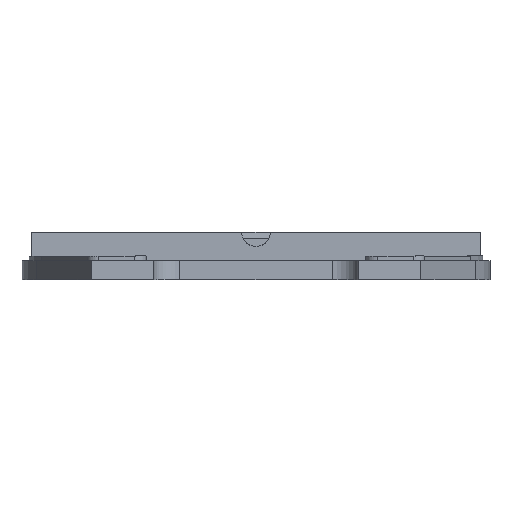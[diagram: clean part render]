
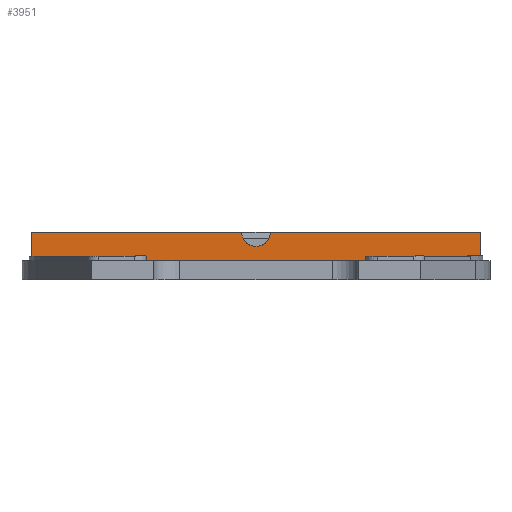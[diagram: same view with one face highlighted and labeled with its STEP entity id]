
A CAD part, front view. The second image highlights one B-rep face of the part: STEP entity #3951.
In plain terms, the highlighted planar face has unit normal (0, -1, 0).
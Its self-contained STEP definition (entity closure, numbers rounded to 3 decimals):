
#128 = PLANE('',#129);
#129 = AXIS2_PLACEMENT_3D('',#130,#131,#132);
#130 = CARTESIAN_POINT('',(0.,-9.518,5.));
#131 = DIRECTION('',(0.,0.,1.));
#132 = DIRECTION('',(1.,0.,0.));
#1345 = VERTEX_POINT('',#1346);
#1346 = CARTESIAN_POINT('',(94.,-18.5,5.));
#1360 = PLANE('',#1361);
#1361 = AXIS2_PLACEMENT_3D('',#1362,#1363,#1364);
#1362 = CARTESIAN_POINT('',(94.,10.,4.576));
#1363 = DIRECTION('',(-1.,0.,0.));
#1364 = DIRECTION('',(0.,0.,-1.));
#1372 = EDGE_CURVE('',#1345,#1373,#1375,.T.);
#1373 = VERTEX_POINT('',#1374);
#1374 = CARTESIAN_POINT('',(-94.,-18.5,5.));
#1375 = SURFACE_CURVE('',#1376,(#1380,#1387),.PCURVE_S1.);
#1376 = LINE('',#1377,#1378);
#1377 = CARTESIAN_POINT('',(94.,-18.5,5.));
#1378 = VECTOR('',#1379,1.);
#1379 = DIRECTION('',(-1.,0.,0.));
#1380 = PCURVE('',#128,#1381);
#1381 = DEFINITIONAL_REPRESENTATION('',(#1382),#1386);
#1382 = LINE('',#1383,#1384);
#1383 = CARTESIAN_POINT('',(94.,-8.982));
#1384 = VECTOR('',#1385,1.);
#1385 = DIRECTION('',(-1.,0.));
#1386 = ( GEOMETRIC_REPRESENTATION_CONTEXT(2) 
PARAMETRIC_REPRESENTATION_CONTEXT() REPRESENTATION_CONTEXT('2D SPACE',''
  ) );
#1387 = PCURVE('',#1388,#1393);
#1388 = PLANE('',#1389);
#1389 = AXIS2_PLACEMENT_3D('',#1390,#1391,#1392);
#1390 = CARTESIAN_POINT('',(-94.,-18.5,-3.));
#1391 = DIRECTION('',(0.,-1.,0.));
#1392 = DIRECTION('',(0.,0.,1.));
#1393 = DEFINITIONAL_REPRESENTATION('',(#1394),#1398);
#1394 = LINE('',#1395,#1396);
#1395 = CARTESIAN_POINT('',(8.,-188.));
#1396 = VECTOR('',#1397,1.);
#1397 = DIRECTION('',(0.,1.));
#1398 = ( GEOMETRIC_REPRESENTATION_CONTEXT(2) 
PARAMETRIC_REPRESENTATION_CONTEXT() REPRESENTATION_CONTEXT('2D SPACE',''
  ) );
#1416 = PLANE('',#1417);
#1417 = AXIS2_PLACEMENT_3D('',#1418,#1419,#1420);
#1418 = CARTESIAN_POINT('',(-94.,10.,4.576));
#1419 = DIRECTION('',(-1.,0.,0.));
#1420 = DIRECTION('',(0.,0.,-1.));
#1991 = PLANE('',#1992);
#1992 = AXIS2_PLACEMENT_3D('',#1993,#1994,#1995);
#1993 = CARTESIAN_POINT('',(-94.,-18.5,17.));
#1994 = DIRECTION('',(0.,0.,1.));
#1995 = DIRECTION('',(0.,1.,0.));
#2037 = CYLINDRICAL_SURFACE('',#2038,6.);
#2038 = AXIS2_PLACEMENT_3D('',#2039,#2040,#2041);
#2039 = CARTESIAN_POINT('',(0.,-18.5,17.));
#2040 = DIRECTION('',(0.,-1.,0.));
#2041 = DIRECTION('',(0.,0.,-1.));
#2152 = PLANE('',#2153);
#2153 = AXIS2_PLACEMENT_3D('',#2154,#2155,#2156);
#2154 = CARTESIAN_POINT('',(-94.,-18.5,17.));
#2155 = DIRECTION('',(0.,0.,1.));
#2156 = DIRECTION('',(0.,1.,0.));
#3859 = EDGE_CURVE('',#1373,#3860,#3862,.T.);
#3860 = VERTEX_POINT('',#3861);
#3861 = CARTESIAN_POINT('',(-94.,-18.5,17.));
#3862 = SURFACE_CURVE('',#3863,(#3867,#3874),.PCURVE_S1.);
#3863 = LINE('',#3864,#3865);
#3864 = CARTESIAN_POINT('',(-94.,-18.5,-3.));
#3865 = VECTOR('',#3866,1.);
#3866 = DIRECTION('',(0.,0.,1.));
#3867 = PCURVE('',#1416,#3868);
#3868 = DEFINITIONAL_REPRESENTATION('',(#3869),#3873);
#3869 = LINE('',#3870,#3871);
#3870 = CARTESIAN_POINT('',(7.576,28.5));
#3871 = VECTOR('',#3872,1.);
#3872 = DIRECTION('',(-1.,0.));
#3873 = ( GEOMETRIC_REPRESENTATION_CONTEXT(2) 
PARAMETRIC_REPRESENTATION_CONTEXT() REPRESENTATION_CONTEXT('2D SPACE',''
  ) );
#3874 = PCURVE('',#1388,#3875);
#3875 = DEFINITIONAL_REPRESENTATION('',(#3876),#3880);
#3876 = LINE('',#3877,#3878);
#3877 = CARTESIAN_POINT('',(0.,0.));
#3878 = VECTOR('',#3879,1.);
#3879 = DIRECTION('',(1.,0.));
#3880 = ( GEOMETRIC_REPRESENTATION_CONTEXT(2) 
PARAMETRIC_REPRESENTATION_CONTEXT() REPRESENTATION_CONTEXT('2D SPACE',''
  ) );
#3908 = EDGE_CURVE('',#1345,#3909,#3911,.T.);
#3909 = VERTEX_POINT('',#3910);
#3910 = CARTESIAN_POINT('',(94.,-18.5,17.));
#3911 = SURFACE_CURVE('',#3912,(#3916,#3923),.PCURVE_S1.);
#3912 = LINE('',#3913,#3914);
#3913 = CARTESIAN_POINT('',(94.,-18.5,-3.));
#3914 = VECTOR('',#3915,1.);
#3915 = DIRECTION('',(0.,0.,1.));
#3916 = PCURVE('',#1360,#3917);
#3917 = DEFINITIONAL_REPRESENTATION('',(#3918),#3922);
#3918 = LINE('',#3919,#3920);
#3919 = CARTESIAN_POINT('',(7.576,28.5));
#3920 = VECTOR('',#3921,1.);
#3921 = DIRECTION('',(-1.,0.));
#3922 = ( GEOMETRIC_REPRESENTATION_CONTEXT(2) 
PARAMETRIC_REPRESENTATION_CONTEXT() REPRESENTATION_CONTEXT('2D SPACE',''
  ) );
#3923 = PCURVE('',#1388,#3924);
#3924 = DEFINITIONAL_REPRESENTATION('',(#3925),#3929);
#3925 = LINE('',#3926,#3927);
#3926 = CARTESIAN_POINT('',(0.,-188.));
#3927 = VECTOR('',#3928,1.);
#3928 = DIRECTION('',(1.,0.));
#3929 = ( GEOMETRIC_REPRESENTATION_CONTEXT(2) 
PARAMETRIC_REPRESENTATION_CONTEXT() REPRESENTATION_CONTEXT('2D SPACE',''
  ) );
#3951 = ADVANCED_FACE('',(#3952),#1388,.T.);
#3952 = FACE_BOUND('',#3953,.T.);
#3953 = EDGE_LOOP('',(#3954,#3955,#3956,#3957,#3980,#4004));
#3954 = ORIENTED_EDGE('',*,*,#3859,.F.);
#3955 = ORIENTED_EDGE('',*,*,#1372,.F.);
#3956 = ORIENTED_EDGE('',*,*,#3908,.T.);
#3957 = ORIENTED_EDGE('',*,*,#3958,.F.);
#3958 = EDGE_CURVE('',#3959,#3909,#3961,.T.);
#3959 = VERTEX_POINT('',#3960);
#3960 = CARTESIAN_POINT('',(6.,-18.5,17.));
#3961 = SURFACE_CURVE('',#3962,(#3966,#3973),.PCURVE_S1.);
#3962 = LINE('',#3963,#3964);
#3963 = CARTESIAN_POINT('',(-94.,-18.5,17.));
#3964 = VECTOR('',#3965,1.);
#3965 = DIRECTION('',(1.,0.,0.));
#3966 = PCURVE('',#1388,#3967);
#3967 = DEFINITIONAL_REPRESENTATION('',(#3968),#3972);
#3968 = LINE('',#3969,#3970);
#3969 = CARTESIAN_POINT('',(20.,0.));
#3970 = VECTOR('',#3971,1.);
#3971 = DIRECTION('',(0.,-1.));
#3972 = ( GEOMETRIC_REPRESENTATION_CONTEXT(2) 
PARAMETRIC_REPRESENTATION_CONTEXT() REPRESENTATION_CONTEXT('2D SPACE',''
  ) );
#3973 = PCURVE('',#2152,#3974);
#3974 = DEFINITIONAL_REPRESENTATION('',(#3975),#3979);
#3975 = LINE('',#3976,#3977);
#3976 = CARTESIAN_POINT('',(0.,0.));
#3977 = VECTOR('',#3978,1.);
#3978 = DIRECTION('',(0.,-1.));
#3979 = ( GEOMETRIC_REPRESENTATION_CONTEXT(2) 
PARAMETRIC_REPRESENTATION_CONTEXT() REPRESENTATION_CONTEXT('2D SPACE',''
  ) );
#3980 = ORIENTED_EDGE('',*,*,#3981,.F.);
#3981 = EDGE_CURVE('',#3982,#3959,#3984,.T.);
#3982 = VERTEX_POINT('',#3983);
#3983 = CARTESIAN_POINT('',(-6.,-18.5,17.));
#3984 = SURFACE_CURVE('',#3985,(#3990,#3997),.PCURVE_S1.);
#3985 = CIRCLE('',#3986,6.);
#3986 = AXIS2_PLACEMENT_3D('',#3987,#3988,#3989);
#3987 = CARTESIAN_POINT('',(0.,-18.5,17.));
#3988 = DIRECTION('',(0.,-1.,0.));
#3989 = DIRECTION('',(0.,0.,-1.));
#3990 = PCURVE('',#1388,#3991);
#3991 = DEFINITIONAL_REPRESENTATION('',(#3992),#3996);
#3992 = CIRCLE('',#3993,6.);
#3993 = AXIS2_PLACEMENT_2D('',#3994,#3995);
#3994 = CARTESIAN_POINT('',(20.,-94.));
#3995 = DIRECTION('',(-1.,0.));
#3996 = ( GEOMETRIC_REPRESENTATION_CONTEXT(2) 
PARAMETRIC_REPRESENTATION_CONTEXT() REPRESENTATION_CONTEXT('2D SPACE',''
  ) );
#3997 = PCURVE('',#2037,#3998);
#3998 = DEFINITIONAL_REPRESENTATION('',(#3999),#4003);
#3999 = LINE('',#4000,#4001);
#4000 = CARTESIAN_POINT('',(0.,0.));
#4001 = VECTOR('',#4002,1.);
#4002 = DIRECTION('',(1.,0.));
#4003 = ( GEOMETRIC_REPRESENTATION_CONTEXT(2) 
PARAMETRIC_REPRESENTATION_CONTEXT() REPRESENTATION_CONTEXT('2D SPACE',''
  ) );
#4004 = ORIENTED_EDGE('',*,*,#4005,.F.);
#4005 = EDGE_CURVE('',#3860,#3982,#4006,.T.);
#4006 = SURFACE_CURVE('',#4007,(#4011,#4018),.PCURVE_S1.);
#4007 = LINE('',#4008,#4009);
#4008 = CARTESIAN_POINT('',(-94.,-18.5,17.));
#4009 = VECTOR('',#4010,1.);
#4010 = DIRECTION('',(1.,0.,0.));
#4011 = PCURVE('',#1388,#4012);
#4012 = DEFINITIONAL_REPRESENTATION('',(#4013),#4017);
#4013 = LINE('',#4014,#4015);
#4014 = CARTESIAN_POINT('',(20.,0.));
#4015 = VECTOR('',#4016,1.);
#4016 = DIRECTION('',(0.,-1.));
#4017 = ( GEOMETRIC_REPRESENTATION_CONTEXT(2) 
PARAMETRIC_REPRESENTATION_CONTEXT() REPRESENTATION_CONTEXT('2D SPACE',''
  ) );
#4018 = PCURVE('',#1991,#4019);
#4019 = DEFINITIONAL_REPRESENTATION('',(#4020),#4024);
#4020 = LINE('',#4021,#4022);
#4021 = CARTESIAN_POINT('',(0.,0.));
#4022 = VECTOR('',#4023,1.);
#4023 = DIRECTION('',(0.,-1.));
#4024 = ( GEOMETRIC_REPRESENTATION_CONTEXT(2) 
PARAMETRIC_REPRESENTATION_CONTEXT() REPRESENTATION_CONTEXT('2D SPACE',''
  ) );
